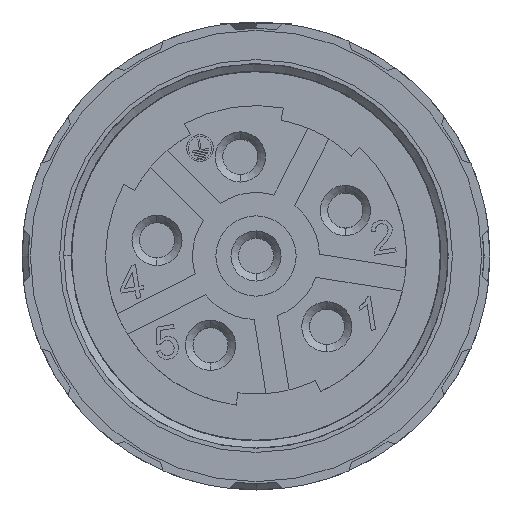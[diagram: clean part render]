
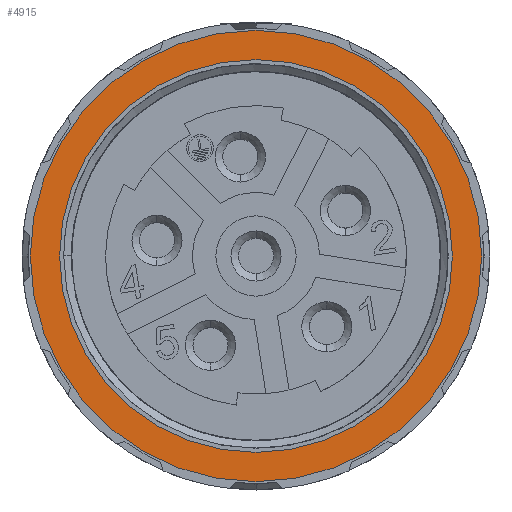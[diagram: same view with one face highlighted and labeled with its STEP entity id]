
A CAD part, left-side view. The second image highlights one B-rep face of the part: STEP entity #4915.
In plain terms, the highlighted planar face has unit normal (-1, 0, 0).
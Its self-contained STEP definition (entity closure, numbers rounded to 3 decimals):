
#411 = EDGE_LOOP ( 'NONE', ( #3099, #1537 ) ) ;
#1537 = ORIENTED_EDGE ( 'NONE', *, *, #9096, .T. ) ;
#1637 = CIRCLE ( 'NONE', #6648, 13.5 ) ;
#2256 = ORIENTED_EDGE ( 'NONE', *, *, #3798, .F. ) ;
#2296 = AXIS2_PLACEMENT_3D ( 'NONE', #6000, #3319, #3522 ) ;
#2394 = VERTEX_POINT ( 'NONE', #9559 ) ;
#3099 = ORIENTED_EDGE ( 'NONE', *, *, #3685, .T. ) ;
#3118 = VERTEX_POINT ( 'NONE', #10170 ) ;
#3319 = DIRECTION ( 'NONE',  ( -1., 0., 0. ) ) ;
#3522 = DIRECTION ( 'NONE',  ( 0., -1., 0. ) ) ;
#3685 = EDGE_CURVE ( 'NONE', #2394, #11688, #10237, .T. ) ;
#3798 = EDGE_CURVE ( 'NONE', #5750, #3118, #9605, .T. ) ;
#3890 = DIRECTION ( 'NONE',  ( 1., 0., 0. ) ) ;
#4154 = FACE_BOUND ( 'NONE', #411, .T. ) ;
#4915 = ADVANCED_FACE ( 'NONE', ( #5322, #4154 ), #10470, .T. ) ;
#4991 = AXIS2_PLACEMENT_3D ( 'NONE', #6175, #6161, #6149 ) ;
#5198 = AXIS2_PLACEMENT_3D ( 'NONE', #7010, #7008, #6996 ) ;
#5322 = FACE_OUTER_BOUND ( 'NONE', #11846, .T. ) ;
#5682 = CARTESIAN_POINT ( 'NONE',  ( -22.151, 1.699, 0. ) ) ;
#5750 = VERTEX_POINT ( 'NONE', #8652 ) ;
#6000 = CARTESIAN_POINT ( 'NONE',  ( -22.151, 13.449, 0. ) ) ;
#6149 = DIRECTION ( 'NONE',  ( 0., 1., 0. ) ) ;
#6161 = DIRECTION ( 'NONE',  ( 1., 0., 0. ) ) ;
#6175 = CARTESIAN_POINT ( 'NONE',  ( -22.151, 1.699, 0. ) ) ;
#6648 = AXIS2_PLACEMENT_3D ( 'NONE', #9705, #3890, #10624 ) ;
#6695 = DIRECTION ( 'NONE',  ( 0., 1., 0. ) ) ;
#6996 = DIRECTION ( 'NONE',  ( 0., 1., 0. ) ) ;
#7008 = DIRECTION ( 'NONE',  ( 1., 0., 0. ) ) ;
#7010 = CARTESIAN_POINT ( 'NONE',  ( -22.151, 1.699, 0. ) ) ;
#7450 = ORIENTED_EDGE ( 'NONE', *, *, #9816, .F. ) ;
#7597 = CIRCLE ( 'NONE', #9860, 11.75 ) ;
#8652 = CARTESIAN_POINT ( 'NONE',  ( -22.151, 15.199, 0. ) ) ;
#8760 = CARTESIAN_POINT ( 'NONE',  ( -22.151, -10.051, 0. ) ) ;
#9096 = EDGE_CURVE ( 'NONE', #11688, #2394, #7597, .T. ) ;
#9559 = CARTESIAN_POINT ( 'NONE',  ( -22.151, 13.449, 0. ) ) ;
#9605 = CIRCLE ( 'NONE', #4991, 13.5 ) ;
#9705 = CARTESIAN_POINT ( 'NONE',  ( -22.151, 1.699, 0. ) ) ;
#9816 = EDGE_CURVE ( 'NONE', #3118, #5750, #1637, .T. ) ;
#9860 = AXIS2_PLACEMENT_3D ( 'NONE', #5682, #12274, #6695 ) ;
#10170 = CARTESIAN_POINT ( 'NONE',  ( -22.151, -11.801, 0. ) ) ;
#10237 = CIRCLE ( 'NONE', #5198, 11.75 ) ;
#10470 = PLANE ( 'NONE',  #2296 ) ;
#10624 = DIRECTION ( 'NONE',  ( 0., 1., 0. ) ) ;
#11688 = VERTEX_POINT ( 'NONE', #8760 ) ;
#11846 = EDGE_LOOP ( 'NONE', ( #2256, #7450 ) ) ;
#12274 = DIRECTION ( 'NONE',  ( 1., 0., 0. ) ) ;
